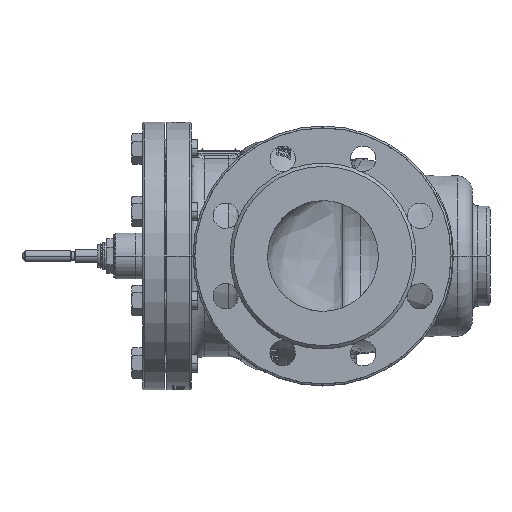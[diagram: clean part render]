
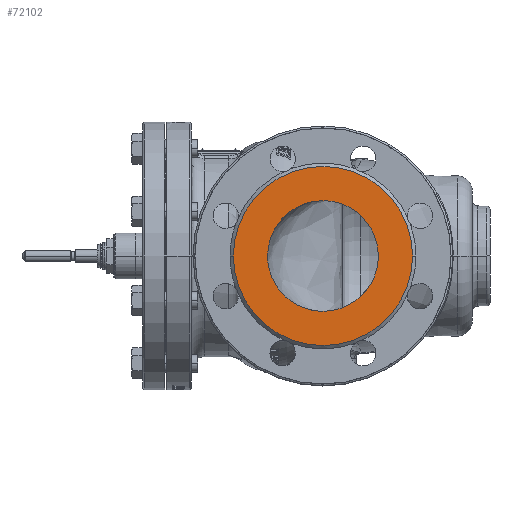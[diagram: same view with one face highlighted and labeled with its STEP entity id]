
A CAD part, left-side view. The second image highlights one B-rep face of the part: STEP entity #72102.
In plain terms, the highlighted planar face has unit normal (-1, 0, 0).
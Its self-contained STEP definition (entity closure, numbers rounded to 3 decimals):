
#74=CARTESIAN_POINT('',(-175.,0.,50.));
#75=CARTESIAN_POINT('',(-175.,1.498,50.));
#76=CARTESIAN_POINT('',(-175.,4.529,49.865));
#77=CARTESIAN_POINT('',(-175.,9.13,49.234));
#78=CARTESIAN_POINT('',(-175.,12.968,48.334));
#79=CARTESIAN_POINT('',(-175.,16.011,47.387));
#80=CARTESIAN_POINT('',(-175.,18.273,46.562));
#81=CARTESIAN_POINT('',(-175.,20.508,45.622));
#82=CARTESIAN_POINT('',(-175.,22.708,44.568));
#83=CARTESIAN_POINT('',(-175.,24.866,43.402));
#84=CARTESIAN_POINT('',(-175.,27.677,41.698));
#85=CARTESIAN_POINT('',(-175.,31.051,39.295));
#86=CARTESIAN_POINT('',(-175.,34.819,36.001));
#87=CARTESIAN_POINT('',(-175.,38.256,32.325));
#88=CARTESIAN_POINT('',(-175.,42.337,26.972));
#89=CARTESIAN_POINT('',(-175.,46.391,19.548));
#90=CARTESIAN_POINT('',(-175.,49.354,9.878));
#91=CARTESIAN_POINT('',(-175.,50.323,0.));
#92=CARTESIAN_POINT('',(-175.,49.354,-9.878));
#93=CARTESIAN_POINT('',(-175.,46.391,-19.548));
#94=CARTESIAN_POINT('',(-175.,42.337,-26.972));
#95=CARTESIAN_POINT('',(-175.,38.256,-32.325));
#96=CARTESIAN_POINT('',(-175.,34.819,-36.001));
#97=CARTESIAN_POINT('',(-175.,31.051,-39.295));
#98=CARTESIAN_POINT('',(-175.,27.677,-41.698));
#99=CARTESIAN_POINT('',(-175.,24.866,-43.402));
#100=CARTESIAN_POINT('',(-175.,22.708,-44.568));
#101=CARTESIAN_POINT('',(-175.,20.508,-45.622));
#102=CARTESIAN_POINT('',(-175.,18.273,-46.562));
#103=CARTESIAN_POINT('',(-175.,16.011,-47.387));
#104=CARTESIAN_POINT('',(-175.,12.968,-48.334));
#105=CARTESIAN_POINT('',(-175.,9.13,-49.234));
#106=CARTESIAN_POINT('',(-175.,4.529,-49.865));
#107=CARTESIAN_POINT('',(-175.,1.498,-50.));
#108=CARTESIAN_POINT('',(-175.,0.,-50.));
#20027=CARTESIAN_POINT('',(-175.,0.,-50.));
#20028=CARTESIAN_POINT('',(-175.,-3.527,-50.));
#20029=CARTESIAN_POINT('',(-175.,-10.444,-49.252));
#20030=CARTESIAN_POINT('',(-175.,-20.098,-46.145));
#20031=CARTESIAN_POINT('',(-175.,-28.72,-41.315));
#20032=CARTESIAN_POINT('',(-175.,-36.126,-35.014));
#20033=CARTESIAN_POINT('',(-175.,-42.127,-27.493));
#20034=CARTESIAN_POINT('',(-175.,-46.583,-18.992));
#20035=CARTESIAN_POINT('',(-175.,-48.895,-11.291));
#20036=CARTESIAN_POINT('',(-175.,-49.839,-4.895));
#20037=CARTESIAN_POINT('',(-175.,-50.08,0.));
#20038=CARTESIAN_POINT('',(-175.,-49.839,4.895));
#20039=CARTESIAN_POINT('',(-175.,-48.895,11.291));
#20040=CARTESIAN_POINT('',(-175.,-46.583,18.992));
#20041=CARTESIAN_POINT('',(-175.,-42.127,27.493));
#20042=CARTESIAN_POINT('',(-175.,-36.126,35.014));
#20043=CARTESIAN_POINT('',(-175.,-28.72,41.315));
#20044=CARTESIAN_POINT('',(-175.,-20.098,46.145));
#20045=CARTESIAN_POINT('',(-175.,-10.444,49.252));
#20046=CARTESIAN_POINT('',(-175.,-3.527,50.));
#20047=CARTESIAN_POINT('',(-175.,0.,50.));
#20243=CARTESIAN_POINT('',(-175.,0.,0.));
#20244=DIRECTION('',(1.,0.,0.));
#20245=DIRECTION('',(0.,1.,0.));
#20246=AXIS2_PLACEMENT_3D('',#20243,#20244,#20245);
#20542=CARTESIAN_POINT('',(-175.,0.,0.));
#20543=DIRECTION('',(-1.,0.,0.));
#20544=DIRECTION('',(0.,1.,0.));
#20545=AXIS2_PLACEMENT_3D('',#20542,#20543,#20544);
#29125=VERTEX_POINT('',#74);
#29126=VERTEX_POINT('',#108);
#29143=CARTESIAN_POINT('',(-175.,81.,0.));
#29145=VERTEX_POINT('',#29143);
#29147=CARTESIAN_POINT('',(-175.,-81.,0.));
#29149=VERTEX_POINT('',#29147);
#72087=CARTESIAN_POINT('',(-175.,0.,0.));
#72088=DIRECTION('',(1.,0.,0.));
#72089=DIRECTION('',(0.,-1.,0.));
#72090=AXIS2_PLACEMENT_3D('',#72087,#72088,#72089);
#72091=PLANE('',#72090);
#72093=ORIENTED_EDGE('',*,*,#72092,.T.);
#72095=ORIENTED_EDGE('',*,*,#72094,.F.);
#72096=EDGE_LOOP('',(#72093,#72095));
#72097=FACE_OUTER_BOUND('',#72096,.F.);
#72098=ORIENTED_EDGE('',*,*,#30237,.T.);
#72099=ORIENTED_EDGE('',*,*,#72045,.T.);
#72100=EDGE_LOOP('',(#72098,#72099));
#72101=FACE_BOUND('',#72100,.F.);
#72102=ADVANCED_FACE('',(#72097,#72101),#72091,.F.);
#109=B_SPLINE_CURVE_WITH_KNOTS('',3,(#74,#75,#76,#77,#78,#79,#80,#81,#82,#83,
#84,#85,#86,#87,#88,#89,#90,#91,#92,#93,#94,#95,#96,#97,#98,#99,#100,#101,#102,
#103,#104,#105,#106,#107,#108),.UNSPECIFIED.,.F.,.F.,(4,1,1,1,1,1,1,1,1,1,1,1,1,
1,1,1,1,1,1,1,1,1,1,1,1,1,1,1,1,1,1,1,4),(0.,0.031,0.063,0.094,
0.109,0.125,0.141,0.156,0.172,0.188,0.219,0.25,
0.281,0.313,0.375,0.438,0.5,0.563,0.625,0.688,0.719,
0.75,0.781,0.813,0.828,0.844,0.859,0.875,0.891,
0.906,0.938,0.969,1.),.UNSPECIFIED.);
#20048=B_SPLINE_CURVE_WITH_KNOTS('',3,(#20027,#20028,#20029,#20030,#20031,
#20032,#20033,#20034,#20035,#20036,#20037,#20038,#20039,#20040,#20041,#20042,
#20043,#20044,#20045,#20046,#20047),.UNSPECIFIED.,.F.,.F.,(4,1,1,1,1,1,1,1,1,1,
1,1,1,1,1,1,1,1,4),(0.,0.063,0.125,0.188,0.25,0.313,0.375,
0.438,0.469,0.5,0.531,0.563,0.625,0.688,0.75,0.813,
0.875,0.938,1.),.UNSPECIFIED.);
#20247=CIRCLE('',#20246,81.);
#20546=CIRCLE('',#20545,81.);
#30237=EDGE_CURVE('',#29125,#29126,#109,.T.);
#72045=EDGE_CURVE('',#29126,#29125,#20048,.T.);
#72092=EDGE_CURVE('',#29145,#29149,#20247,.T.);
#72094=EDGE_CURVE('',#29145,#29149,#20546,.T.);
